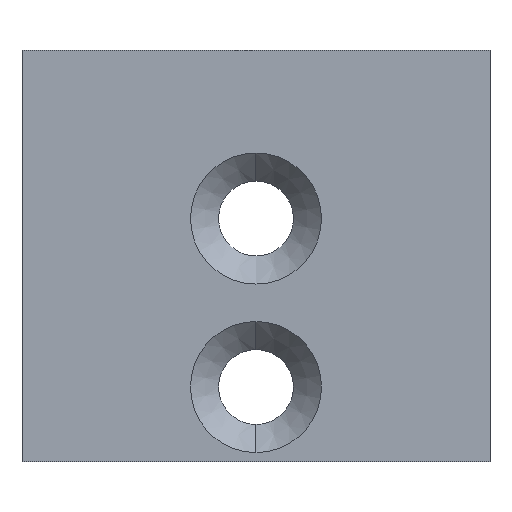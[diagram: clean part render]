
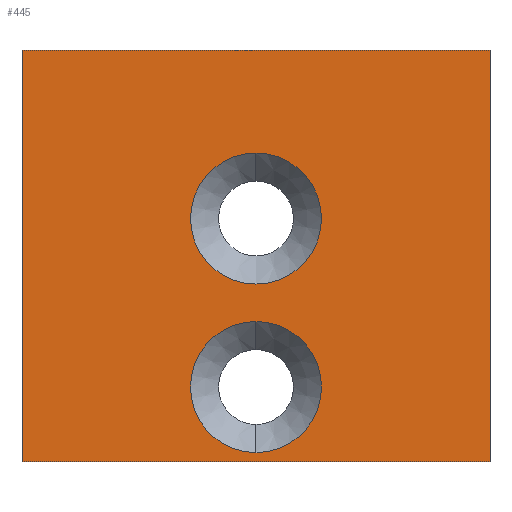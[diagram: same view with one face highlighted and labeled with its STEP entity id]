
A CAD part, front view. The second image highlights one B-rep face of the part: STEP entity #445.
In plain terms, the highlighted planar face has unit normal (0, -1, 0).
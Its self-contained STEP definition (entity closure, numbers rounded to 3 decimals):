
#4 = PLANE ( 'NONE',  #277 ) ;
#8 = CARTESIAN_POINT ( 'NONE',  ( 0., -6.5, 4. ) ) ;
#31 = CARTESIAN_POINT ( 'NONE',  ( 25., -6.5, -22. ) ) ;
#34 = CARTESIAN_POINT ( 'NONE',  ( 0., -6.5, 4. ) ) ;
#57 = AXIS2_PLACEMENT_3D ( 'NONE', #182, #335, #274 ) ;
#69 = ORIENTED_EDGE ( 'NONE', *, *, #322, .F. ) ;
#73 = CARTESIAN_POINT ( 'NONE',  ( 0., -6.5, 11. ) ) ;
#74 = EDGE_LOOP ( 'NONE', ( #433, #365 ) ) ;
#81 = CARTESIAN_POINT ( 'NONE',  ( -25., -6.5, -22. ) ) ;
#89 = AXIS2_PLACEMENT_3D ( 'NONE', #8, #143, #188 ) ;
#93 = ORIENTED_EDGE ( 'NONE', *, *, #156, .F. ) ;
#96 = ORIENTED_EDGE ( 'NONE', *, *, #114, .F. ) ;
#99 = CIRCLE ( 'NONE', #371, 7. ) ;
#105 = DIRECTION ( 'NONE',  ( 0., 0., 1. ) ) ;
#106 = EDGE_LOOP ( 'NONE', ( #447, #292 ) ) ;
#114 = EDGE_CURVE ( 'NONE', #461, #278, #451, .T. ) ;
#124 = CARTESIAN_POINT ( 'NONE',  ( 0., -6.5, -21. ) ) ;
#131 = DIRECTION ( 'NONE',  ( 0., 0., -1. ) ) ;
#140 = LINE ( 'NONE', #290, #257 ) ;
#143 = DIRECTION ( 'NONE',  ( 0., 1., 0. ) ) ;
#146 = EDGE_LOOP ( 'NONE', ( #96, #214, #93, #69 ) ) ;
#156 = EDGE_CURVE ( 'NONE', #498, #308, #140, .T. ) ;
#158 = DIRECTION ( 'NONE',  ( 0., 0., -1. ) ) ;
#164 = FACE_BOUND ( 'NONE', #106, .T. ) ;
#182 = CARTESIAN_POINT ( 'NONE',  ( 0., -6.5, -14. ) ) ;
#185 = EDGE_CURVE ( 'NONE', #284, #437, #203, .T. ) ;
#186 = CARTESIAN_POINT ( 'NONE',  ( 0., -6.5, -3. ) ) ;
#188 = DIRECTION ( 'NONE',  ( 0., 0., -1. ) ) ;
#197 = VECTOR ( 'NONE', #409, 1000. ) ;
#203 = CIRCLE ( 'NONE', #57, 7. ) ;
#207 = EDGE_CURVE ( 'NONE', #241, #401, #225, .T. ) ;
#214 = ORIENTED_EDGE ( 'NONE', *, *, #232, .F. ) ;
#216 = DIRECTION ( 'NONE',  ( 0., 0., -1. ) ) ;
#225 = CIRCLE ( 'NONE', #89, 7. ) ;
#232 = EDGE_CURVE ( 'NONE', #308, #461, #359, .T. ) ;
#239 = CARTESIAN_POINT ( 'NONE',  ( -25., -6.5, 22. ) ) ;
#241 = VERTEX_POINT ( 'NONE', #73 ) ;
#244 = EDGE_CURVE ( 'NONE', #437, #284, #99, .T. ) ;
#255 = LINE ( 'NONE', #497, #197 ) ;
#257 = VECTOR ( 'NONE', #105, 1000. ) ;
#262 = DIRECTION ( 'NONE',  ( 0., 1., 0. ) ) ;
#274 = DIRECTION ( 'NONE',  ( 0., 0., -1. ) ) ;
#276 = AXIS2_PLACEMENT_3D ( 'NONE', #34, #262, #483 ) ;
#277 = AXIS2_PLACEMENT_3D ( 'NONE', #314, #351, #158 ) ;
#278 = VERTEX_POINT ( 'NONE', #31 ) ;
#283 = EDGE_CURVE ( 'NONE', #401, #241, #387, .T. ) ;
#284 = VERTEX_POINT ( 'NONE', #321 ) ;
#290 = CARTESIAN_POINT ( 'NONE',  ( -25., -6.5, 22. ) ) ;
#292 = ORIENTED_EDGE ( 'NONE', *, *, #207, .T. ) ;
#300 = VECTOR ( 'NONE', #131, 1000. ) ;
#308 = VERTEX_POINT ( 'NONE', #499 ) ;
#314 = CARTESIAN_POINT ( 'NONE',  ( 0., -6.5, 0. ) ) ;
#321 = CARTESIAN_POINT ( 'NONE',  ( 0., -6.5, -7. ) ) ;
#322 = EDGE_CURVE ( 'NONE', #278, #498, #255, .T. ) ;
#335 = DIRECTION ( 'NONE',  ( 0., 1., 0. ) ) ;
#349 = FACE_OUTER_BOUND ( 'NONE', #146, .T. ) ;
#350 = FACE_BOUND ( 'NONE', #74, .T. ) ;
#351 = DIRECTION ( 'NONE',  ( 0., -1., 0. ) ) ;
#359 = LINE ( 'NONE', #239, #427 ) ;
#365 = ORIENTED_EDGE ( 'NONE', *, *, #185, .T. ) ;
#371 = AXIS2_PLACEMENT_3D ( 'NONE', #374, #455, #216 ) ;
#372 = CARTESIAN_POINT ( 'NONE',  ( 25., -6.5, 22. ) ) ;
#374 = CARTESIAN_POINT ( 'NONE',  ( 0., -6.5, -14. ) ) ;
#384 = CARTESIAN_POINT ( 'NONE',  ( 25., -6.5, 22. ) ) ;
#387 = CIRCLE ( 'NONE', #276, 7. ) ;
#401 = VERTEX_POINT ( 'NONE', #186 ) ;
#409 = DIRECTION ( 'NONE',  ( -1., 0., 0. ) ) ;
#427 = VECTOR ( 'NONE', #450, 1000. ) ;
#433 = ORIENTED_EDGE ( 'NONE', *, *, #244, .T. ) ;
#437 = VERTEX_POINT ( 'NONE', #124 ) ;
#445 = ADVANCED_FACE ( 'NONE', ( #164, #350, #349 ), #4, .T. ) ;
#447 = ORIENTED_EDGE ( 'NONE', *, *, #283, .T. ) ;
#450 = DIRECTION ( 'NONE',  ( 1., 0., 0. ) ) ;
#451 = LINE ( 'NONE', #372, #300 ) ;
#455 = DIRECTION ( 'NONE',  ( 0., 1., 0. ) ) ;
#461 = VERTEX_POINT ( 'NONE', #384 ) ;
#483 = DIRECTION ( 'NONE',  ( 0., 0., -1. ) ) ;
#497 = CARTESIAN_POINT ( 'NONE',  ( -25., -6.5, -22. ) ) ;
#498 = VERTEX_POINT ( 'NONE', #81 ) ;
#499 = CARTESIAN_POINT ( 'NONE',  ( -25., -6.5, 22. ) ) ;
